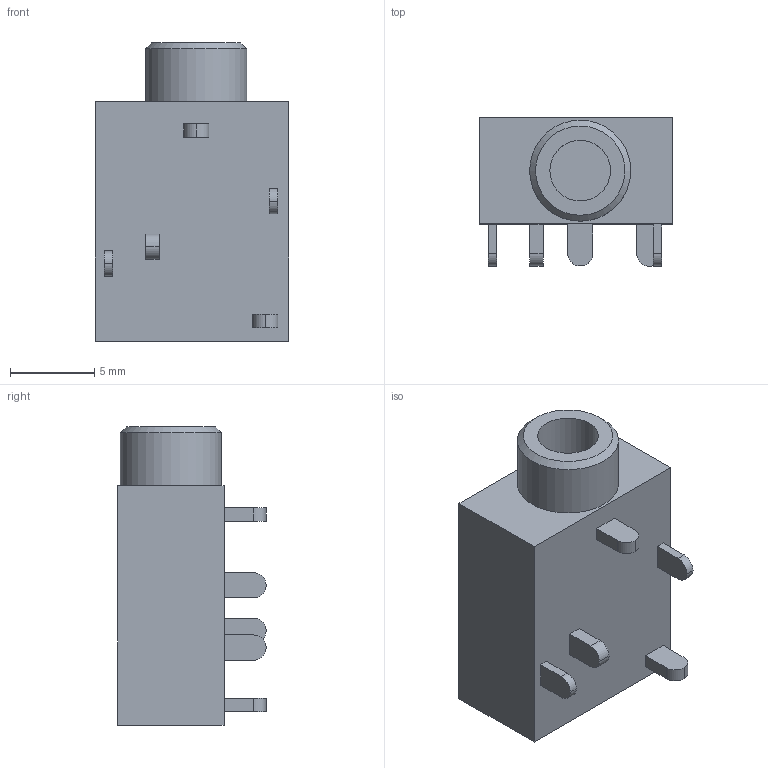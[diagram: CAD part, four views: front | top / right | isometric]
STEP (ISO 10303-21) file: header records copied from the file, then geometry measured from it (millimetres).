
FILE_DESCRIPTION(('CAx-IF Rec.Pracs.---Model Styling and Organization---1.5---2016-08-15','CAx-IF Rec.Pracs.---Geometric and Assembly Validation Properties---4.4---2016-08-17','CAx-IF Rec.Pracs.---User Defined Attributes---1.5---2016-08-15','CAx-IF Rec.Pracs.---External References---2.1---2005-01-19'),'2;1');
FILE_NAME('Jack 3_5 mm TRS femaile.stp','2020-01-04T11:33:37',('Unspecified'),('Unspecified'),'CAD Exchanger 3.7.1 (cadexchanger.com)','Unspecified','');
FILE_SCHEMA(('AUTOMOTIVE_DESIGN { 1 0 10303 214 1 1 1 1 }'));
Length unit declared in the file: millimetre
Products named in the file (1): Jack 3_5 mm TRS femaile
Bounding box: 11.5 x 8.8 x 17.7 mm (x, y, z)
Volume: 1102.9 mm3; surface area: 812.1 mm2
Topology: 6 solids, 6 shells, 46 faces, 96 edges, 64 vertices
Faces by surface type: plane 33, cylinder 12, cone 1
Full cylindrical faces by diameter (mm): 3.6 x1, 6 x1
Entity records: 1587 total; most frequent: DIRECTION 211, CARTESIAN_POINT 209, ORIENTED_EDGE 192, EDGE_CURVE 96, AXIS2_PLACEMENT_3D 72, LINE 67, VECTOR 67, VERTEX_POINT 64
